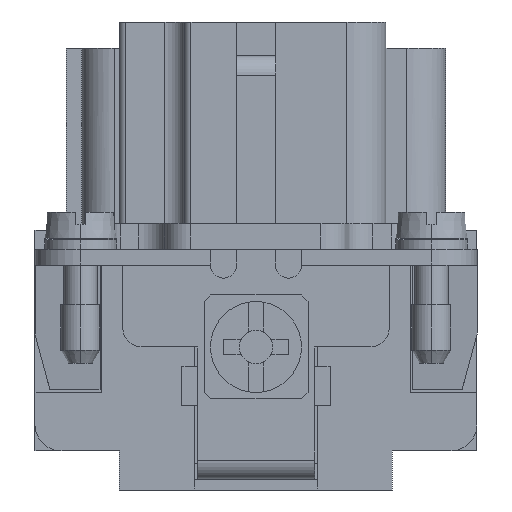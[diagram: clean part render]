
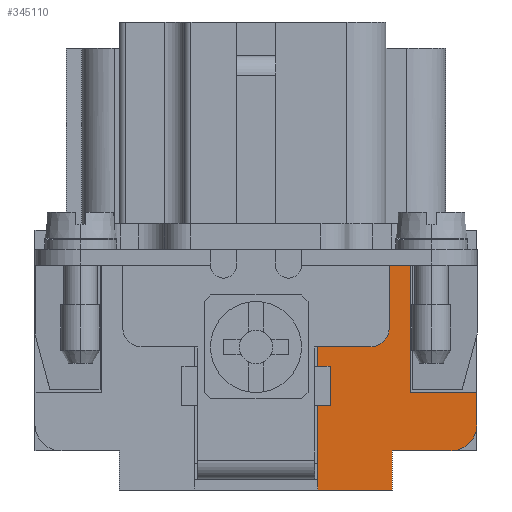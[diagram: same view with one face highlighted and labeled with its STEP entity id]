
A CAD part, left-side view. The second image highlights one B-rep face of the part: STEP entity #345110.
In plain terms, the highlighted face is planar.
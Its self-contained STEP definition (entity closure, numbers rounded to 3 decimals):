
#15850=CARTESIAN_POINT('',(86.888,34.755,
-27.687));
#15860=DIRECTION('',(1.,0.,0.));
#15870=DIRECTION('',(0.,1.,0.));
#15880=AXIS2_PLACEMENT_3D('',#15850,#15860,#15870);
#15890=PLANE('',#15880);
#15900=CARTESIAN_POINT('',(86.888,48.749,0.));
#15910=DIRECTION('',(0.,0.,-1.));
#15920=VECTOR('',#15910,1.);
#15930=LINE('',#15900,#15920);
#16080=CARTESIAN_POINT('',(86.888,55.899,0.));
#16090=DIRECTION('',(0.,0.,-1.));
#16100=VECTOR('',#16090,1.);
#16110=LINE('',#16080,#16100);
#16410=CARTESIAN_POINT('',(86.888,55.899,-26.5));
#16420=VERTEX_POINT('',#16410);
#16470=CARTESIAN_POINT('',(86.888,55.899,
-16.7));
#16480=VERTEX_POINT('',#16470);
#16490=EDGE_CURVE('',#16480,#16420,#16110,.T.);
#62140=CARTESIAN_POINT('',(86.888,48.749,-34.));
#62150=VERTEX_POINT('',#62140);
#62180=CARTESIAN_POINT('',(86.888,0.,-34.));
#62190=DIRECTION('',(0.,-1.,0.));
#62200=VECTOR('',#62190,1.);
#62210=LINE('',#62180,#62200);
#62220=CARTESIAN_POINT('',(86.888,54.499,-34.));
#62230=VERTEX_POINT('',#62220);
#62240=EDGE_CURVE('',#62230,#62150,#62210,.T.);
#96740=CARTESIAN_POINT('',(86.888,48.749,
-23.));
#96750=VERTEX_POINT('',#96740);
#96780=EDGE_CURVE('',#96750,#62150,#15930,.T.);
#124260=CARTESIAN_POINT('',(86.888,60.999,-29.));
#124270=VERTEX_POINT('',#124260);
#124300=CARTESIAN_POINT('',(86.888,60.999,0.));
#124310=DIRECTION('',(0.,0.,-1.));
#124320=VECTOR('',#124310,1.);
#124330=LINE('',#124300,#124320);
#124340=CARTESIAN_POINT('',(86.888,60.999,-26.5));
#124350=VERTEX_POINT('',#124340);
#124360=EDGE_CURVE('',#124350,#124270,#124330,.T.);
#255990=CARTESIAN_POINT('',(86.888,0.,-26.5));
#256000=DIRECTION('',(0.,1.,0.));
#256010=VECTOR('',#256000,1.);
#256020=LINE('',#255990,#256010);
#256030=EDGE_CURVE('',#16420,#124350,#256020,.T.);
#278370=CARTESIAN_POINT('',(86.888,58.999,-29.));
#278380=DIRECTION('',(-1.,0.,0.));
#278390=DIRECTION('',(0.,1.,0.));
#278400=AXIS2_PLACEMENT_3D('',#278370,#278380,#278390);
#278410=CIRCLE('',#278400,2.);
#278420=CARTESIAN_POINT('',(86.888,58.999,-31.));
#278430=VERTEX_POINT('',#278420);
#278440=EDGE_CURVE('',#124270,#278430,#278410,.T.);
#344580=CARTESIAN_POINT('',(86.888,0.,-23.));
#344590=DIRECTION('',(0.,1.,0.));
#344600=VECTOR('',#344590,1.);
#344610=LINE('',#344580,#344600);
#344620=CARTESIAN_POINT('',(86.888,52.749,
-23.));
#344630=VERTEX_POINT('',#344620);
#344640=EDGE_CURVE('',#96750,#344630,#344610,.T.);
#344650=ORIENTED_EDGE('',*,*,#344640,.F.);
#344660=CARTESIAN_POINT('',(86.888,52.749,
-21.5));
#344670=DIRECTION('',(1.,0.,0.));
#344680=DIRECTION('',(0.,-1.,0.));
#344690=AXIS2_PLACEMENT_3D('',#344660,#344670,#344680);
#344700=CIRCLE('',#344690,1.5);
#344710=CARTESIAN_POINT('',(86.888,54.249,
-21.5));
#344720=VERTEX_POINT('',#344710);
#344730=EDGE_CURVE('',#344630,#344720,#344700,.T.);
#344740=ORIENTED_EDGE('',*,*,#344730,.F.);
#344750=CARTESIAN_POINT('',(86.888,54.249,0.));
#344760=DIRECTION('',(0.,0.,1.));
#344770=VECTOR('',#344760,1.);
#344780=LINE('',#344750,#344770);
#344790=CARTESIAN_POINT('',(86.888,54.249,
-16.7));
#344800=VERTEX_POINT('',#344790);
#344810=EDGE_CURVE('',#344720,#344800,#344780,.T.);
#344820=ORIENTED_EDGE('',*,*,#344810,.F.);
#344830=CARTESIAN_POINT('',(86.888,0.,-16.7));
#344840=DIRECTION('',(0.,-1.,0.));
#344850=VECTOR('',#344840,1.);
#344860=LINE('',#344830,#344850);
#344870=EDGE_CURVE('',#16480,#344800,#344860,.T.);
#344880=ORIENTED_EDGE('',*,*,#344870,.T.);
#344890=ORIENTED_EDGE('',*,*,#16490,.F.);
#344900=ORIENTED_EDGE('',*,*,#256030,.F.);
#344910=ORIENTED_EDGE('',*,*,#124360,.F.);
#344920=ORIENTED_EDGE('',*,*,#278440,.F.);
#344930=CARTESIAN_POINT('',(86.888,0.,-31.));
#344940=DIRECTION('',(0.,1.,0.));
#344950=VECTOR('',#344940,1.);
#344960=LINE('',#344930,#344950);
#344970=CARTESIAN_POINT('',(86.888,54.499,-31.));
#344980=VERTEX_POINT('',#344970);
#344990=EDGE_CURVE('',#344980,#278430,#344960,.T.);
#345000=ORIENTED_EDGE('',*,*,#344990,.T.);
#345010=CARTESIAN_POINT('',(86.888,54.499,0.));
#345020=DIRECTION('',(0.,0.,1.));
#345030=VECTOR('',#345020,1.);
#345040=LINE('',#345010,#345030);
#345050=EDGE_CURVE('',#62230,#344980,#345040,.T.);
#345060=ORIENTED_EDGE('',*,*,#345050,.T.);
#345070=ORIENTED_EDGE('',*,*,#62240,.F.);
#345080=ORIENTED_EDGE('',*,*,#96780,.T.);
#345090=EDGE_LOOP('',(#345080,#345070,#345060,#345000,#344920,#344910,
#344900,#344890,#344880,#344820,#344740,#344650));
#345100=FACE_OUTER_BOUND('',#345090,.T.);
#345110=ADVANCED_FACE('',(#345100),#15890,.T.);
